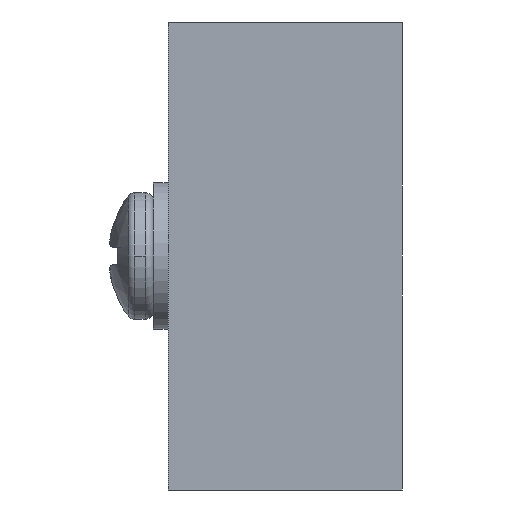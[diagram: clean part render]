
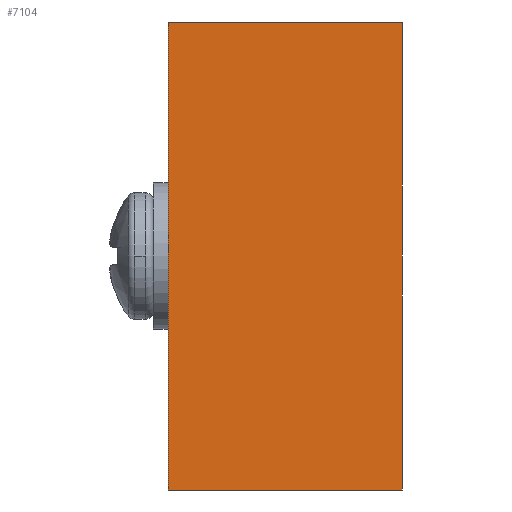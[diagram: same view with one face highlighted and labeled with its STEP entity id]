
A CAD part, left-side view. The second image highlights one B-rep face of the part: STEP entity #7104.
In plain terms, the highlighted planar face has unit normal (-1, 0, 0).
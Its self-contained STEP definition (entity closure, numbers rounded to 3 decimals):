
#199 = VECTOR ( 'NONE', #10590, 1000. ) ;
#454 = VERTEX_POINT ( 'NONE', #7883 ) ;
#740 = LINE ( 'NONE', #8161, #11110 ) ;
#881 = PLANE ( 'NONE',  #9708 ) ;
#1143 = EDGE_CURVE ( 'NONE', #9139, #4174, #2459, .T. ) ;
#1424 = LINE ( 'NONE', #9689, #199 ) ;
#1558 = EDGE_LOOP ( 'NONE', ( #11437, #7310, #4971, #1572 ) ) ;
#1572 = ORIENTED_EDGE ( 'NONE', *, *, #11394, .T. ) ;
#2459 = LINE ( 'NONE', #11546, #7897 ) ;
#2821 = DIRECTION ( 'NONE',  ( 0., 0., -1. ) ) ;
#3283 = VECTOR ( 'NONE', #7533, 1000. ) ;
#3549 = DIRECTION ( 'NONE',  ( 0., -1., 0. ) ) ;
#4156 = CARTESIAN_POINT ( 'NONE',  ( -47.625, 12.7, 12.7 ) ) ;
#4174 = VERTEX_POINT ( 'NONE', #11085 ) ;
#4971 = ORIENTED_EDGE ( 'NONE', *, *, #1143, .F. ) ;
#5256 = EDGE_CURVE ( 'NONE', #8338, #454, #740, .T. ) ;
#5560 = FACE_OUTER_BOUND ( 'NONE', #1558, .T. ) ;
#6170 = DIRECTION ( 'NONE',  ( 0., -1., 0. ) ) ;
#6510 = EDGE_CURVE ( 'NONE', #4174, #454, #1424, .T. ) ;
#6568 = CARTESIAN_POINT ( 'NONE',  ( -47.625, 12.7, 12.7 ) ) ;
#6627 = LINE ( 'NONE', #6568, #3283 ) ;
#7104 = ADVANCED_FACE ( 'NONE', ( #5560 ), #881, .F. ) ;
#7310 = ORIENTED_EDGE ( 'NONE', *, *, #6510, .F. ) ;
#7487 = CARTESIAN_POINT ( 'NONE',  ( -47.625, 12.7, -12.7 ) ) ;
#7533 = DIRECTION ( 'NONE',  ( 0., 0., -1. ) ) ;
#7883 = CARTESIAN_POINT ( 'NONE',  ( -47.625, 0., -12.7 ) ) ;
#7897 = VECTOR ( 'NONE', #6170, 1000. ) ;
#8161 = CARTESIAN_POINT ( 'NONE',  ( -47.625, 0., -12.7 ) ) ;
#8338 = VERTEX_POINT ( 'NONE', #7487 ) ;
#9139 = VERTEX_POINT ( 'NONE', #4156 ) ;
#9318 = CARTESIAN_POINT ( 'NONE',  ( -47.625, 0., 12.7 ) ) ;
#9689 = CARTESIAN_POINT ( 'NONE',  ( -47.625, 0., 12.7 ) ) ;
#9708 = AXIS2_PLACEMENT_3D ( 'NONE', #9318, #11924, #2821 ) ;
#10590 = DIRECTION ( 'NONE',  ( 0., 0., -1. ) ) ;
#11085 = CARTESIAN_POINT ( 'NONE',  ( -47.625, 0., 12.7 ) ) ;
#11110 = VECTOR ( 'NONE', #3549, 1000. ) ;
#11394 = EDGE_CURVE ( 'NONE', #9139, #8338, #6627, .T. ) ;
#11437 = ORIENTED_EDGE ( 'NONE', *, *, #5256, .T. ) ;
#11546 = CARTESIAN_POINT ( 'NONE',  ( -47.625, 0., 12.7 ) ) ;
#11924 = DIRECTION ( 'NONE',  ( 1., 0., 0. ) ) ;
